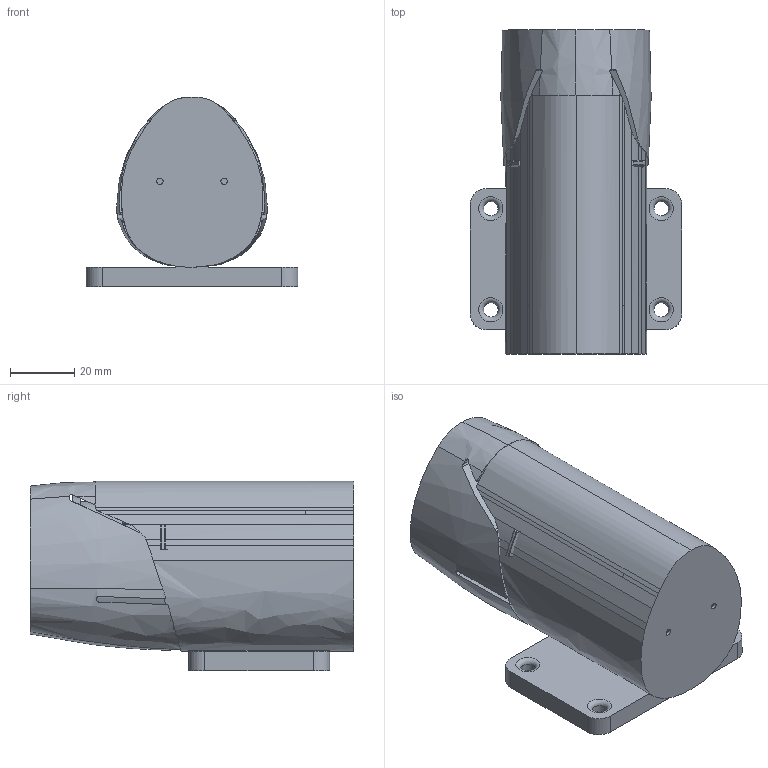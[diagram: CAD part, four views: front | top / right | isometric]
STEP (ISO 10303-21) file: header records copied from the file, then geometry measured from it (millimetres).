
FILE_DESCRIPTION(/* description */ (''),/* implementation_level */ '2;1');
FILE_NAME(/* name */ 'Battery Assembly.step',/* time_stamp */ '2025-11-18T10:54:49-05:00',/* author */ (''),/* organization */ (''),/* preprocessor_version */ 'ST-DEVELOPER v20.1',/* originating_system */ 'Autodesk Translation Framework v14.21.0.0',/* authorisation */ '');
FILE_SCHEMA (('AUTOMOTIVE_DESIGN { 1 0 10303 214 3 1 1 }'));
Length unit declared in the file: millimetre
Products named in the file (4): Battery Assembly; Milwalukee M12 drill battery - 8-30-18; Milwalukee M12 drill battery - case 8-30-18; M12 Batt Socket R03
Assembly tree (3 placements, depth 3):
  Battery Assembly
    Milwalukee M12 drill battery - 8-30-18
      Milwalukee M12 drill battery - case 8-30-18
    M12 Batt Socket R03
Bounding box: 65.9 x 100.75 x 59.06 mm (x, y, z)
Volume: 176859.7 mm3; surface area: 55230.8 mm2
Topology: 3 solids, 3 shells, 339 faces, 943 edges, 623 vertices
Faces by surface type: plane 181, bspline 76, cylinder 64, torus 14, cone 4
Full cylindrical faces by diameter (mm): 2 x2, 3.3 x2, 4.5 x4
Entity records: 16639 total; most frequent: CARTESIAN_POINT 8342, ORIENTED_EDGE 1886, DIRECTION 1408, EDGE_CURVE 943, VERTEX_POINT 623, LINE 502, VECTOR 502, AXIS2_PLACEMENT_3D 453
